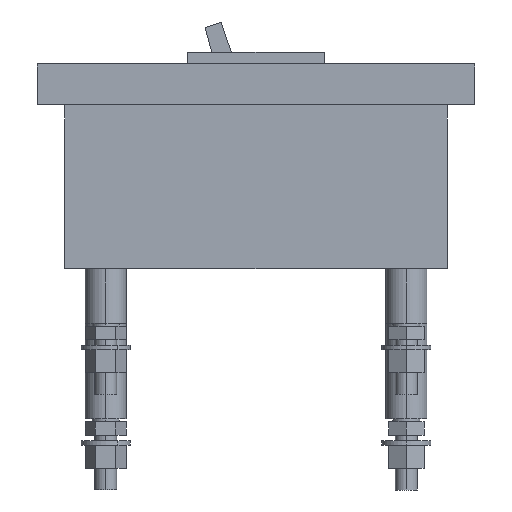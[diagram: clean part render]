
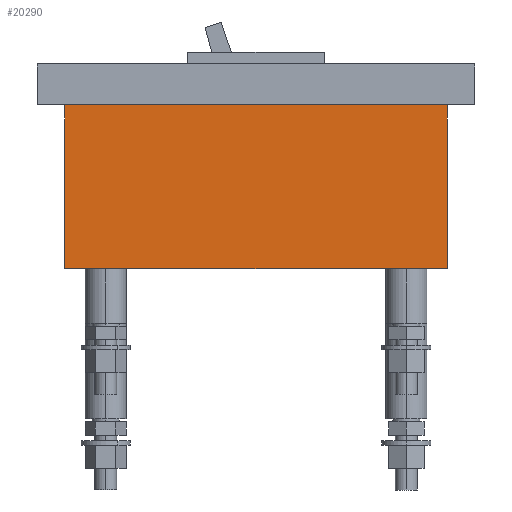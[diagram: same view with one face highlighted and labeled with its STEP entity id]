
A CAD part, left-side view. The second image highlights one B-rep face of the part: STEP entity #20290.
In plain terms, the highlighted planar face has unit normal (-1, 0, 0).
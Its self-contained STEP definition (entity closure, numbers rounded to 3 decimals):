
#19900=CARTESIAN_POINT('',(34.3,415.,0.));
#19910=DIRECTION('',(1.,-0.,0.));
#19920=DIRECTION('',(0.,0.,-1.));
#19930=AXIS2_PLACEMENT_3D('',#19900,#19910,#19920);
#19940=PLANE('',#19930);
#19950=CARTESIAN_POINT('',(34.3,280.,0.));
#19960=DIRECTION('',(0.,0.,-1.));
#19970=VECTOR('',#19960,1.);
#19980=LINE('',#19950,#19970);
#19990=CARTESIAN_POINT('',(34.3,280.,-19.2));
#20000=VERTEX_POINT('',#19990);
#20010=CARTESIAN_POINT('',(34.3,280.,-79.2));
#20020=VERTEX_POINT('',#20010);
#20030=EDGE_CURVE('',#20000,#20020,#19980,.T.);
#20040=ORIENTED_EDGE('',*,*,#20030,.F.);
#20050=CARTESIAN_POINT('',(34.3,0.,-79.2));
#20060=DIRECTION('',(0.,1.,0.));
#20070=VECTOR('',#20060,1.);
#20080=LINE('',#20050,#20070);
#20090=CARTESIAN_POINT('',(34.3,420.,-79.2));
#20100=VERTEX_POINT('',#20090);
#20110=EDGE_CURVE('',#20020,#20100,#20080,.T.);
#20120=ORIENTED_EDGE('',*,*,#20110,.F.);
#20130=CARTESIAN_POINT('',(34.3,420.,0.));
#20140=DIRECTION('',(0.,0.,1.));
#20150=VECTOR('',#20140,1.);
#20160=LINE('',#20130,#20150);
#20170=CARTESIAN_POINT('',(34.3,420.,-19.2));
#20180=VERTEX_POINT('',#20170);
#20190=EDGE_CURVE('',#20100,#20180,#20160,.T.);
#20200=ORIENTED_EDGE('',*,*,#20190,.F.);
#20210=CARTESIAN_POINT('',(34.3,0.,-19.2));
#20220=DIRECTION('',(0.,-1.,0.));
#20230=VECTOR('',#20220,1.);
#20240=LINE('',#20210,#20230);
#20250=EDGE_CURVE('',#20180,#20000,#20240,.T.);
#20260=ORIENTED_EDGE('',*,*,#20250,.F.);
#20270=EDGE_LOOP('',(#20260,#20200,#20120,#20040));
#20280=FACE_OUTER_BOUND('',#20270,.T.);
#20290=ADVANCED_FACE('',(#20280),#19940,.F.);
